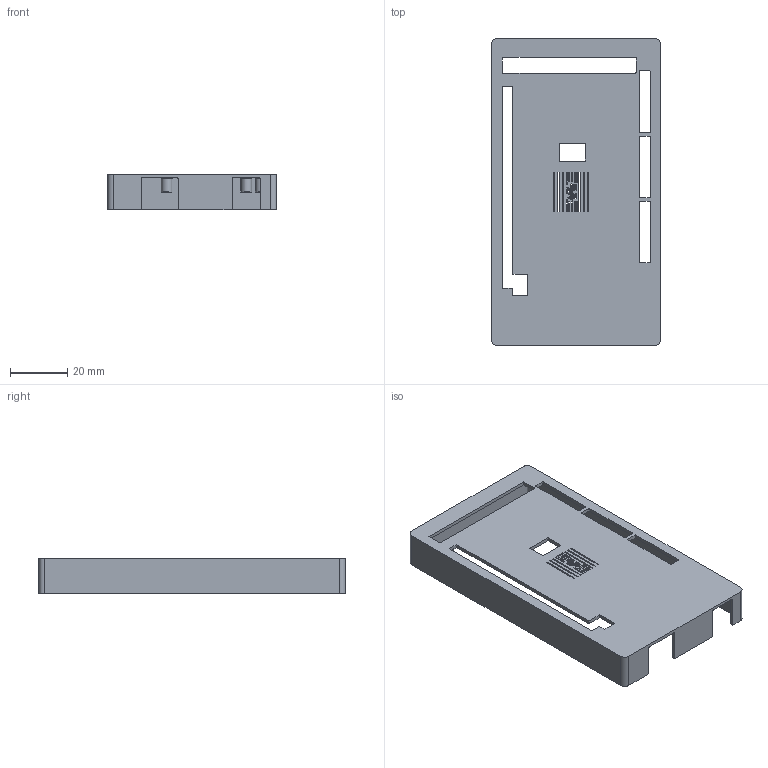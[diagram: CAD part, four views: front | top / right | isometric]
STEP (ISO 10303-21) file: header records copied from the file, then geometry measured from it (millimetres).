
FILE_DESCRIPTION(/* description */ (''),/* implementation_level */ '2;1');
FILE_NAME(/* name */ 'arduino mega case_top.step',/* time_stamp */ '2021-12-09T19:21:48+06:00',/* author */ (''),/* organization */ (''),/* preprocessor_version */ 'ST-DEVELOPER v18.1',/* originating_system */ 'Autodesk Translation Framework v10.10.0.1391',/* authorisation */ '');
FILE_SCHEMA (('AUTOMOTIVE_DESIGN { 1 0 10303 214 3 1 1 }'));
Length unit declared in the file: millimetre
Products named in the file (1): case_top
Bounding box: 59.34 x 107.6 x 12.5 mm (x, y, z)
Volume: 11214.5 mm3; surface area: 19849.8 mm2
Topology: 1 solids, 1 shells, 759 faces, 2227 edges, 1481 vertices
Faces by surface type: plane 509, bspline 182, cylinder 56, torus 12
Full cylindrical faces by diameter (mm): 2.975 x6, 3.75 x5
Entity records: 28157 total; most frequent: CARTESIAN_POINT 8886, ORIENTED_EDGE 4454, DIRECTION 3155, EDGE_CURVE 2227, LINE 1719, VECTOR 1719, VERTEX_POINT 1481, EDGE_LOOP 864
